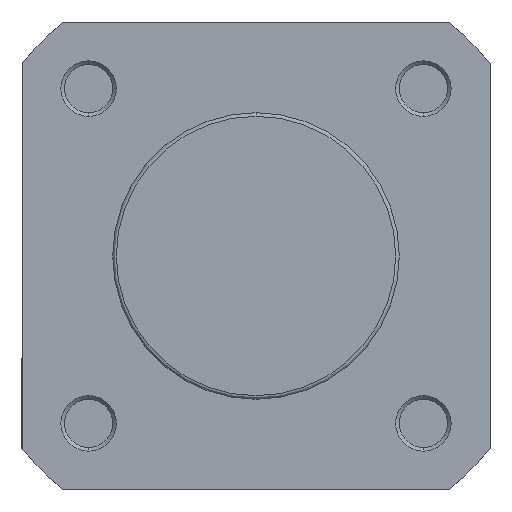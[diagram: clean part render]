
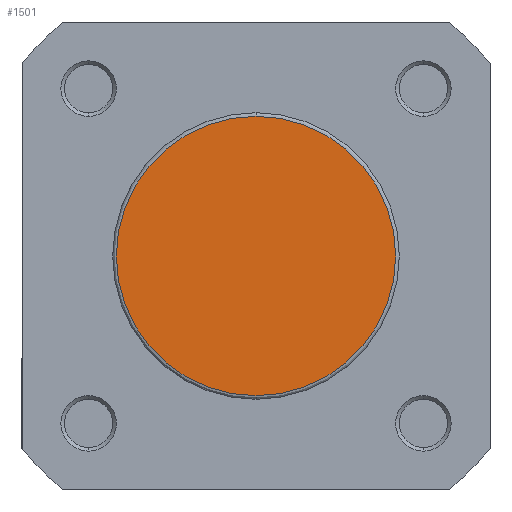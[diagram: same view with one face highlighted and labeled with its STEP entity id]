
A CAD part, left-side view. The second image highlights one B-rep face of the part: STEP entity #1501.
In plain terms, the highlighted planar face has unit normal (-1, 0, 0).
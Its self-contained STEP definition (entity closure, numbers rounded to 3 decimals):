
#364 = CARTESIAN_POINT ( 'NONE',  ( 0., 0., -19.4 ) ) ;
#380 = CARTESIAN_POINT ( 'NONE',  ( 0., 0., 19.4 ) ) ;
#744 = EDGE_CURVE ( 'NONE', #4833, #4817, #1767, .T. ) ;
#779 = EDGE_CURVE ( 'NONE', #4817, #4833, #1816, .T. ) ;
#1078 = AXIS2_PLACEMENT_3D ( 'NONE', #2741, #2725, #2726 ) ;
#1096 = AXIS2_PLACEMENT_3D ( 'NONE', #3239, #3240, #3241 ) ;
#1263 = AXIS2_PLACEMENT_3D ( 'NONE', #3981, #3984, #3985 ) ;
#1501 = ADVANCED_FACE ( 'NONE', ( #2241 ), #3982, .F. ) ;
#1767 = CIRCLE ( 'NONE', #1078, 19.4 ) ;
#1816 = CIRCLE ( 'NONE', #1096, 19.4 ) ;
#2241 = FACE_OUTER_BOUND ( 'NONE', #3148, .T. ) ;
#2725 = DIRECTION ( 'NONE',  ( -1., 0., 0. ) ) ;
#2726 = DIRECTION ( 'NONE',  ( 0., 0., -1. ) ) ;
#2741 = CARTESIAN_POINT ( 'NONE',  ( 0., 0., 0. ) ) ;
#3148 = EDGE_LOOP ( 'NONE', ( #5537, #5536 ) ) ;
#3239 = CARTESIAN_POINT ( 'NONE',  ( 0., 0., 0. ) ) ;
#3240 = DIRECTION ( 'NONE',  ( -1., 0., 0. ) ) ;
#3241 = DIRECTION ( 'NONE',  ( 0., 0., -1. ) ) ;
#3981 = CARTESIAN_POINT ( 'NONE',  ( 0., 19.9, 0. ) ) ;
#3982 = PLANE ( 'NONE',  #1263 ) ;
#3984 = DIRECTION ( 'NONE',  ( 1., 0., 0. ) ) ;
#3985 = DIRECTION ( 'NONE',  ( 0., 0., -1. ) ) ;
#4817 = VERTEX_POINT ( 'NONE', #364 ) ;
#4833 = VERTEX_POINT ( 'NONE', #380 ) ;
#5536 = ORIENTED_EDGE ( 'NONE', *, *, #744, .T. ) ;
#5537 = ORIENTED_EDGE ( 'NONE', *, *, #779, .T. ) ;
